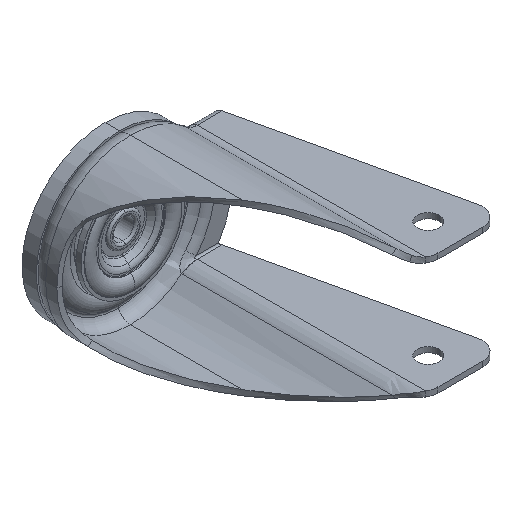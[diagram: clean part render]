
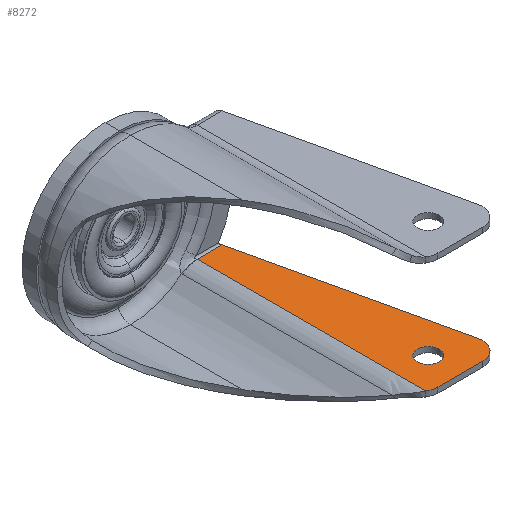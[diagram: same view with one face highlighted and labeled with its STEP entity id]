
A CAD part, isometric view. The second image highlights one B-rep face of the part: STEP entity #8272.
In plain terms, the highlighted planar face has unit normal (0, 0, 1).
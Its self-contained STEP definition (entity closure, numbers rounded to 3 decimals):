
#102 = VERTEX_POINT ( 'NONE', #8091 ) ;
#217 = EDGE_CURVE ( 'NONE', #7355, #8847, #6979, .T. ) ;
#269 = EDGE_CURVE ( 'NONE', #6895, #1718, #3933, .T. ) ;
#339 = ORIENTED_EDGE ( 'NONE', *, *, #1857, .F. ) ;
#396 = CIRCLE ( 'NONE', #1875, 10. ) ;
#452 = DIRECTION ( 'NONE',  ( 0., 0., -1. ) ) ;
#489 = CARTESIAN_POINT ( 'NONE',  ( 50.899, -19.6, -31. ) ) ;
#647 = CARTESIAN_POINT ( 'NONE',  ( 50.899, -19.6, -31. ) ) ;
#698 = CARTESIAN_POINT ( 'NONE',  ( 37.017, -43.779, -31. ) ) ;
#890 = ORIENTED_EDGE ( 'NONE', *, *, #217, .T. ) ;
#919 = FACE_BOUND ( 'NONE', #1917, .T. ) ;
#1048 = DIRECTION ( 'NONE',  ( 0.976, 0.219, 0. ) ) ;
#1256 = CARTESIAN_POINT ( 'NONE',  ( 50.899, -19.6, -31. ) ) ;
#1360 = CARTESIAN_POINT ( 'NONE',  ( 68.471, -97.737, -31. ) ) ;
#1425 = CARTESIAN_POINT ( 'NONE',  ( 42.5, -139., -31. ) ) ;
#1482 = CARTESIAN_POINT ( 'NONE',  ( 37.017, -41.506, -31. ) ) ;
#1570 = FACE_OUTER_BOUND ( 'NONE', #6753, .T. ) ;
#1711 = DIRECTION ( 'NONE',  ( 0., 1., 0. ) ) ;
#1718 = VERTEX_POINT ( 'NONE', #5680 ) ;
#1756 = CARTESIAN_POINT ( 'NONE',  ( 0., -15.6, -31. ) ) ;
#1857 = EDGE_CURVE ( 'NONE', #102, #7777, #6588, .T. ) ;
#1875 = AXIS2_PLACEMENT_3D ( 'NONE', #6823, #452, #1048 ) ;
#1917 = EDGE_LOOP ( 'NONE', ( #8357, #339 ) ) ;
#2051 = CARTESIAN_POINT ( 'NONE',  ( 37.017, -43.803, -31. ) ) ;
#2260 = CARTESIAN_POINT ( 'NONE',  ( 67.5, -149., -31. ) ) ;
#2372 = ORIENTED_EDGE ( 'NONE', *, *, #4457, .F. ) ;
#2504 = B_SPLINE_CURVE_WITH_KNOTS ( 'NONE', 3,
 ( #489, #3507, #1360, #5580 ),
 .UNSPECIFIED., .F., .F.,
 ( 4, 4 ),
 ( 0., 1. ),
 .UNSPECIFIED. ) ;
#2740 = ORIENTED_EDGE ( 'NONE', *, *, #6027, .F. ) ;
#2742 = CARTESIAN_POINT ( 'NONE',  ( 37.017, -43.743, -31. ) ) ;
#2757 = EDGE_CURVE ( 'NONE', #7777, #102, #3251, .T. ) ;
#2811 = B_SPLINE_CURVE_WITH_KNOTS ( 'NONE', 3,
 ( #4804, #7633, #7729, #1256 ),
 .UNSPECIFIED., .F., .F.,
 ( 4, 4 ),
 ( 0., 1. ),
 .UNSPECIFIED. ) ;
#2828 = CARTESIAN_POINT ( 'NONE',  ( 37.017, -80.337, -31. ) ) ;
#2946 = AXIS2_PLACEMENT_3D ( 'NONE', #9060, #5545, #8330 ) ;
#3251 = CIRCLE ( 'NONE', #2946, 6.1 ) ;
#3405 = CARTESIAN_POINT ( 'NONE',  ( 37.013, -19.597, -31. ) ) ;
#3445 = CARTESIAN_POINT ( 'NONE',  ( 37.017, -145.464, -31. ) ) ;
#3481 = DIRECTION ( 'NONE',  ( 0., 0., -1. ) ) ;
#3487 = CARTESIAN_POINT ( 'NONE',  ( 37.017, -43.774, -31. ) ) ;
#3507 = CARTESIAN_POINT ( 'NONE',  ( 59.685, -58.668, -31. ) ) ;
#3534 = CARTESIAN_POINT ( 'NONE',  ( 37.017, -43.977, -31. ) ) ;
#3832 = CARTESIAN_POINT ( 'NONE',  ( 77.256, -136.806, -31. ) ) ;
#3897 = CIRCLE ( 'NONE', #5657, 10. ) ;
#3933 = B_SPLINE_CURVE_WITH_KNOTS ( 'NONE', 3,
 ( #3405, #8990, #7809, #1482, #6884, #2742, #3487, #5608, #698, #5562, #8445, #2051, #6369, #3534, #4883, #4131, #7666, #8395, #2828, #6286, #3445, #9078 ),
 .UNSPECIFIED., .F., .F.,
 ( 4, 1, 1, 1, 1, 1, 2, 2, 1, 1, 1, 1, 1, 1, 1, 1, 1, 4 ),
 ( 0., 0.5, 0.563, 0.57, 0.571, 0.571, 0.571, 0.571, 0.571, 0.572, 0.572, 0.572, 0.574, 0.578, 0.594, 0.625, 0.75, 1. ),
 .UNSPECIFIED. ) ;
#4131 = CARTESIAN_POINT ( 'NONE',  ( 37.017, -45.359, -31. ) ) ;
#4309 = VECTOR ( 'NONE', #6928, 1000. ) ;
#4457 = EDGE_CURVE ( 'NONE', #5609, #5658, #2504, .T. ) ;
#4804 = CARTESIAN_POINT ( 'NONE',  ( 37.013, -19.597, -31. ) ) ;
#4883 = CARTESIAN_POINT ( 'NONE',  ( 37.017, -44.388, -31. ) ) ;
#4911 = DIRECTION ( 'NONE',  ( 1., 0., 0. ) ) ;
#4938 = ORIENTED_EDGE ( 'NONE', *, *, #269, .T. ) ;
#5018 = CARTESIAN_POINT ( 'NONE',  ( 42.5, -149., -31. ) ) ;
#5528 = ORIENTED_EDGE ( 'NONE', *, *, #6587, .F. ) ;
#5545 = DIRECTION ( 'NONE',  ( 0., 0., 1. ) ) ;
#5562 = CARTESIAN_POINT ( 'NONE',  ( 37.017, -43.782, -31. ) ) ;
#5580 = CARTESIAN_POINT ( 'NONE',  ( 77.256, -136.806, -31. ) ) ;
#5608 = CARTESIAN_POINT ( 'NONE',  ( 37.017, -43.778, -31. ) ) ;
#5609 = VERTEX_POINT ( 'NONE', #647 ) ;
#5642 = EDGE_CURVE ( 'NONE', #7355, #1718, #3897, .T. ) ;
#5650 = DIRECTION ( 'NONE',  ( 0., -1., 0. ) ) ;
#5657 = AXIS2_PLACEMENT_3D ( 'NONE', #1425, #3481, #5650 ) ;
#5658 = VERTEX_POINT ( 'NONE', #3832 ) ;
#5680 = CARTESIAN_POINT ( 'NONE',  ( 37.017, -147.363, -31. ) ) ;
#5958 = CARTESIAN_POINT ( 'NONE',  ( 42.5, -149., -31. ) ) ;
#6027 = EDGE_CURVE ( 'NONE', #6895, #5609, #2811, .T. ) ;
#6274 = DIRECTION ( 'NONE',  ( 0., 0., 1. ) ) ;
#6286 = CARTESIAN_POINT ( 'NONE',  ( 37.017, -126.654, -31. ) ) ;
#6335 = CARTESIAN_POINT ( 'NONE',  ( 37.013, -19.597, -31. ) ) ;
#6369 = CARTESIAN_POINT ( 'NONE',  ( 37.017, -43.855, -31. ) ) ;
#6587 = EDGE_CURVE ( 'NONE', #5658, #8847, #396, .T. ) ;
#6588 = CIRCLE ( 'NONE', #7762, 6.1 ) ;
#6614 = ORIENTED_EDGE ( 'NONE', *, *, #5642, .F. ) ;
#6753 = EDGE_LOOP ( 'NONE', ( #890, #5528, #2372, #2740, #4938, #6614 ) ) ;
#6823 = CARTESIAN_POINT ( 'NONE',  ( 67.5, -139., -31. ) ) ;
#6884 = CARTESIAN_POINT ( 'NONE',  ( 37.017, -43.492, -31. ) ) ;
#6895 = VERTEX_POINT ( 'NONE', #6335 ) ;
#6928 = DIRECTION ( 'NONE',  ( 1., 0., 0. ) ) ;
#6959 = CARTESIAN_POINT ( 'NONE',  ( 55., -131., -31. ) ) ;
#6979 = LINE ( 'NONE', #5018, #4309 ) ;
#7201 = PLANE ( 'NONE',  #8796 ) ;
#7355 = VERTEX_POINT ( 'NONE', #5958 ) ;
#7633 = CARTESIAN_POINT ( 'NONE',  ( 41.642, -19.598, -31. ) ) ;
#7666 = CARTESIAN_POINT ( 'NONE',  ( 37.017, -48.623, -31. ) ) ;
#7729 = CARTESIAN_POINT ( 'NONE',  ( 46.271, -19.599, -31. ) ) ;
#7762 = AXIS2_PLACEMENT_3D ( 'NONE', #6959, #6274, #4911 ) ;
#7777 = VERTEX_POINT ( 'NONE', #8777 ) ;
#7809 = CARTESIAN_POINT ( 'NONE',  ( 37.017, -26.595, -31. ) ) ;
#8091 = CARTESIAN_POINT ( 'NONE',  ( 61.1, -131., -31. ) ) ;
#8272 = ADVANCED_FACE ( 'NONE', ( #919, #1570 ), #7201, .F. ) ;
#8330 = DIRECTION ( 'NONE',  ( -1., 0., 0. ) ) ;
#8357 = ORIENTED_EDGE ( 'NONE', *, *, #2757, .F. ) ;
#8395 = CARTESIAN_POINT ( 'NONE',  ( 37.017, -56.169, -31. ) ) ;
#8445 = CARTESIAN_POINT ( 'NONE',  ( 37.017, -43.789, -31. ) ) ;
#8662 = DIRECTION ( 'NONE',  ( 0., 0., -1. ) ) ;
#8777 = CARTESIAN_POINT ( 'NONE',  ( 48.9, -131., -31. ) ) ;
#8796 = AXIS2_PLACEMENT_3D ( 'NONE', #1756, #8662, #1711 ) ;
#8847 = VERTEX_POINT ( 'NONE', #2260 ) ;
#8990 = CARTESIAN_POINT ( 'NONE',  ( 37.015, -19.646, -31. ) ) ;
#9060 = CARTESIAN_POINT ( 'NONE',  ( 55., -131., -31. ) ) ;
#9078 = CARTESIAN_POINT ( 'NONE',  ( 37.017, -147.363, -31. ) ) ;
